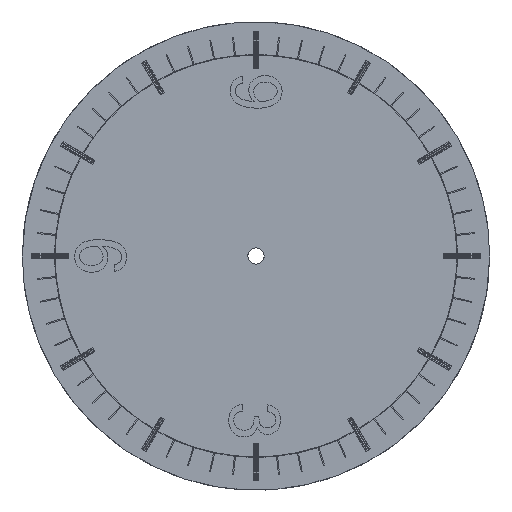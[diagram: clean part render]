
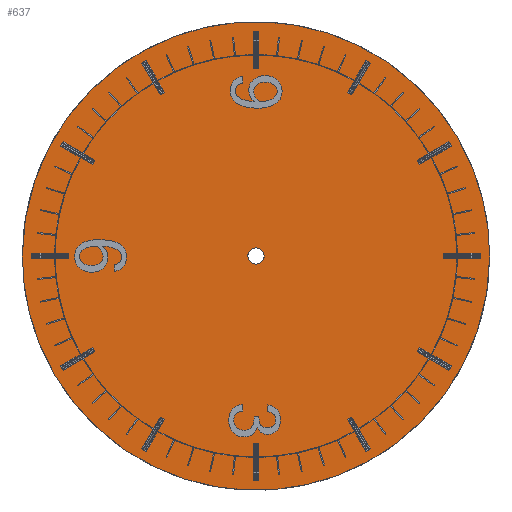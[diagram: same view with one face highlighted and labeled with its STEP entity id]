
A CAD part, top view. The second image highlights one B-rep face of the part: STEP entity #637.
In plain terms, the highlighted planar face has unit normal (0, 0, 1).
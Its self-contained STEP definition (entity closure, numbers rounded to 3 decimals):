
#29=FACE_BOUND($,#1837,.T.);
#637=ADVANCED_FACE($,(#1236,#29),#7196,.T.);
#1236=FACE_OUTER_BOUND($,#1836,.T.);
#1836=EDGE_LOOP($,(#4288,#4289));
#1837=EDGE_LOOP($,(#4290,#4291));
#4288=ORIENTED_EDGE($,*,*,#5739,.F.);
#4289=ORIENTED_EDGE($,*,*,#5733,.F.);
#4290=ORIENTED_EDGE($,*,*,#5735,.T.);
#4291=ORIENTED_EDGE($,*,*,#5742,.T.);
#5733=EDGE_CURVE($,#6554,#6558,#7947,.T.);
#5735=EDGE_CURVE($,#6556,#6559,#7949,.T.);
#5739=EDGE_CURVE($,#6558,#6554,#7952,.T.);
#5742=EDGE_CURVE($,#6559,#6556,#7955,.T.);
#6554=VERTEX_POINT($,#18073);
#6556=VERTEX_POINT($,#18075);
#6558=VERTEX_POINT($,#18077);
#6559=VERTEX_POINT($,#18078);
#7196=PLANE($,#9014);
#7947=(
BOUNDED_CURVE()
B_SPLINE_CURVE(2,(#17989,#17990,#17991,#17992,#17993),.UNSPECIFIED.,.F.,
.F.)
B_SPLINE_CURVE_WITH_KNOTS((3,2,3),(-87.965,-65.973,-43.982),
.UNSPECIFIED.)
CURVE()
GEOMETRIC_REPRESENTATION_ITEM()
RATIONAL_B_SPLINE_CURVE((1.,0.707,1.,0.707,1.))
REPRESENTATION_ITEM($)
);
#7949=(
BOUNDED_CURVE()
B_SPLINE_CURVE(2,(#17999,#18000,#18001,#18002,#18003),.UNSPECIFIED.,.F.,
.F.)
B_SPLINE_CURVE_WITH_KNOTS((3,2,3),(-3.044,-2.283,-1.522),
.UNSPECIFIED.)
CURVE()
GEOMETRIC_REPRESENTATION_ITEM()
RATIONAL_B_SPLINE_CURVE((1.,0.707,1.,0.707,1.))
REPRESENTATION_ITEM($)
);
#7952=(
BOUNDED_CURVE()
B_SPLINE_CURVE(2,(#18013,#18014,#18015,#18016,#18017),.UNSPECIFIED.,.F.,
.F.)
B_SPLINE_CURVE_WITH_KNOTS((3,2,3),(-43.982,-21.991,0.),
.UNSPECIFIED.)
CURVE()
GEOMETRIC_REPRESENTATION_ITEM()
RATIONAL_B_SPLINE_CURVE((1.,0.707,1.,0.707,1.))
REPRESENTATION_ITEM($)
);
#7955=(
BOUNDED_CURVE()
B_SPLINE_CURVE(2,(#18025,#18026,#18027,#18028,#18029),.UNSPECIFIED.,.F.,
.F.)
B_SPLINE_CURVE_WITH_KNOTS((3,2,3),(-1.522,-0.761,
0.),.UNSPECIFIED.)
CURVE()
GEOMETRIC_REPRESENTATION_ITEM()
RATIONAL_B_SPLINE_CURVE((1.,0.707,1.,0.707,1.))
REPRESENTATION_ITEM($)
);
#9014=AXIS2_PLACEMENT_3D($,#18041,#9425,$);
#9425=DIRECTION($,(0.,0.,1.));
#17989=CARTESIAN_POINT($,(13.967,61.,0.218));
#17990=CARTESIAN_POINT($,(13.967,47.,0.218));
#17991=CARTESIAN_POINT($,(0.,47.,0.218));
#17992=CARTESIAN_POINT($,(-13.967,47.,0.218));
#17993=CARTESIAN_POINT($,(-13.967,61.,0.218));
#17999=CARTESIAN_POINT($,(0.485,61.,0.218));
#18000=CARTESIAN_POINT($,(0.485,60.515,0.218));
#18001=CARTESIAN_POINT($,(0.,60.515,0.218));
#18002=CARTESIAN_POINT($,(-0.485,60.515,0.218));
#18003=CARTESIAN_POINT($,(-0.485,61.,0.218));
#18013=CARTESIAN_POINT($,(-13.967,61.,0.218));
#18014=CARTESIAN_POINT($,(-13.967,75.,0.218));
#18015=CARTESIAN_POINT($,(0.,75.,0.218));
#18016=CARTESIAN_POINT($,(13.967,75.,0.218));
#18017=CARTESIAN_POINT($,(13.967,61.,0.218));
#18025=CARTESIAN_POINT($,(-0.485,61.,0.218));
#18026=CARTESIAN_POINT($,(-0.485,61.485,0.218));
#18027=CARTESIAN_POINT($,(0.,61.485,0.218));
#18028=CARTESIAN_POINT($,(0.485,61.485,0.218));
#18029=CARTESIAN_POINT($,(0.485,61.,0.218));
#18041=CARTESIAN_POINT($,(-13.967,47.,0.218));
#18073=CARTESIAN_POINT($,(13.967,61.,0.218));
#18075=CARTESIAN_POINT($,(0.485,61.,0.218));
#18077=CARTESIAN_POINT($,(-13.967,61.,0.218));
#18078=CARTESIAN_POINT($,(-0.485,61.,0.218));
